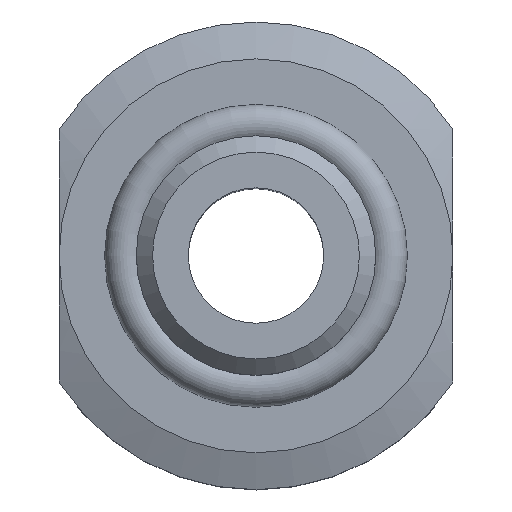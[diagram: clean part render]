
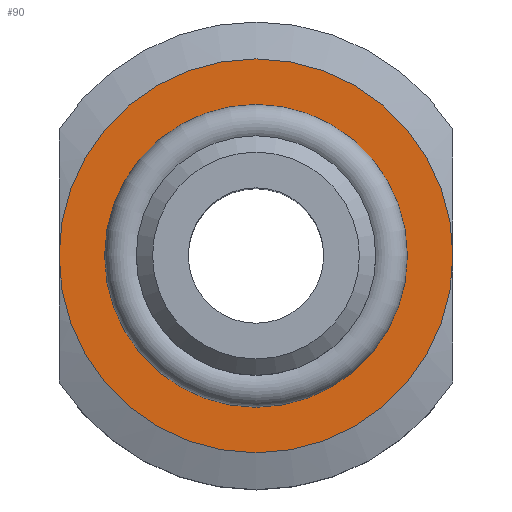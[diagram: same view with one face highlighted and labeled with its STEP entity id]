
A CAD part, top view. The second image highlights one B-rep face of the part: STEP entity #90.
In plain terms, the highlighted planar face has unit normal (0, 0, 1).
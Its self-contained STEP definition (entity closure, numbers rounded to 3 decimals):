
#90 = ADVANCED_FACE( '', ( #208, #209 ), #210, .T. );
#208 = FACE_BOUND( '', #353, .T. );
#209 = FACE_OUTER_BOUND( '', #354, .T. );
#210 = PLANE( '', #355 );
#353 = EDGE_LOOP( '', ( #509 ) );
#354 = EDGE_LOOP( '', ( #510, #511 ) );
#355 = AXIS2_PLACEMENT_3D( '', #512, #513, #514 );
#509 = ORIENTED_EDGE( '', *, *, #628, .T. );
#510 = ORIENTED_EDGE( '', *, *, #641, .T. );
#511 = ORIENTED_EDGE( '', *, *, #635, .T. );
#512 = CARTESIAN_POINT( '', ( -8.096, -8.096, 6.75 ) );
#513 = DIRECTION( '', ( 0., 0., 1. ) );
#514 = DIRECTION( '', ( 1., 0., 0. ) );
#628 = EDGE_CURVE( '', #704, #704, #705, .F. );
#635 = EDGE_CURVE( '', #712, #672, #716, .F. );
#641 = EDGE_CURVE( '', #672, #712, #724, .F. );
#672 = VERTEX_POINT( '', #764 );
#704 = VERTEX_POINT( '', #807 );
#705 = CIRCLE( '', #808, 6.15 );
#712 = VERTEX_POINT( '', #815 );
#716 = CIRCLE( '', #824, 8. );
#724 = CIRCLE( '', #832, 8. );
#764 = CARTESIAN_POINT( '', ( -8., 0., 6.75 ) );
#807 = CARTESIAN_POINT( '', ( -6.15, 0., 6.75 ) );
#808 = AXIS2_PLACEMENT_3D( '', #905, #906, #907 );
#815 = CARTESIAN_POINT( '', ( 8., 0., 6.75 ) );
#824 = AXIS2_PLACEMENT_3D( '', #917, #918, #919 );
#832 = AXIS2_PLACEMENT_3D( '', #926, #927, #928 );
#905 = CARTESIAN_POINT( '', ( 0., 0., 6.75 ) );
#906 = DIRECTION( '', ( 0., 0., 1. ) );
#907 = DIRECTION( '', ( 0., -1., 0. ) );
#917 = CARTESIAN_POINT( '', ( 0., 0., 6.75 ) );
#918 = DIRECTION( '', ( 0., 0., -1. ) );
#919 = DIRECTION( '', ( 0., 1., 0. ) );
#926 = CARTESIAN_POINT( '', ( 0., 0., 6.75 ) );
#927 = DIRECTION( '', ( 0., 0., -1. ) );
#928 = DIRECTION( '', ( -1., 0., 0. ) );
